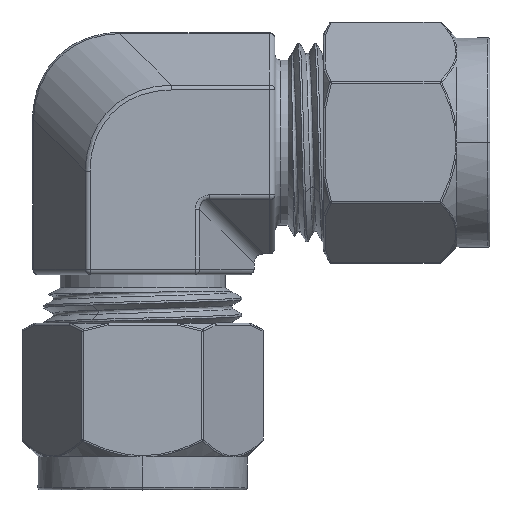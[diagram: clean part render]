
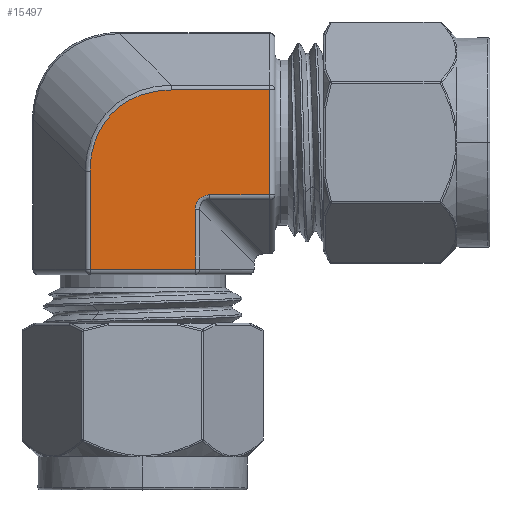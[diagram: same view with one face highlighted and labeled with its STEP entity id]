
A CAD part, top view. The second image highlights one B-rep face of the part: STEP entity #15497.
In plain terms, the highlighted planar face has unit normal (0, 0, 1).
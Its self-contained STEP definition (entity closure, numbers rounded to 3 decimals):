
#5549=DIRECTION('',(1.,0.,0.));
#5550=VECTOR('',#5549,5.438);
#5551=CARTESIAN_POINT('',(6.062,-4.763,8.75));
#5552=LINE('',#5551,#5550);
#5556=CARTESIAN_POINT('',(4.763,-6.062,8.75));
#5557=CARTESIAN_POINT('',(4.763,-6.023,8.75));
#5558=CARTESIAN_POINT('',(4.766,-5.947,8.75));
#5559=CARTESIAN_POINT('',(4.778,-5.84,8.75));
#5560=CARTESIAN_POINT('',(4.797,-5.736,8.75));
#5561=CARTESIAN_POINT('',(4.822,-5.638,8.75));
#5562=CARTESIAN_POINT('',(4.854,-5.545,8.75));
#5563=CARTESIAN_POINT('',(4.891,-5.458,8.75));
#5564=CARTESIAN_POINT('',(4.934,-5.377,8.75));
#5565=CARTESIAN_POINT('',(4.981,-5.3,8.75));
#5566=CARTESIAN_POINT('',(5.033,-5.229,8.75));
#5567=CARTESIAN_POINT('',(5.089,-5.162,8.75));
#5568=CARTESIAN_POINT('',(5.151,-5.1,8.75));
#5569=CARTESIAN_POINT('',(5.217,-5.043,8.75));
#5570=CARTESIAN_POINT('',(5.288,-4.989,8.75));
#5571=CARTESIAN_POINT('',(5.364,-4.941,8.75));
#5572=CARTESIAN_POINT('',(5.447,-4.897,8.75));
#5573=CARTESIAN_POINT('',(5.535,-4.858,8.75));
#5574=CARTESIAN_POINT('',(5.63,-4.825,8.75));
#5575=CARTESIAN_POINT('',(5.73,-4.798,8.75));
#5576=CARTESIAN_POINT('',(5.835,-4.778,8.75));
#5577=CARTESIAN_POINT('',(5.946,-4.766,8.75));
#5578=CARTESIAN_POINT('',(6.023,-4.763,8.75));
#5579=CARTESIAN_POINT('',(6.062,-4.763,8.75));
#5584=DIRECTION('',(0.,1.,0.));
#5585=VECTOR('',#5584,5.438);
#5586=CARTESIAN_POINT('',(4.763,-11.5,8.75));
#5587=LINE('',#5586,#5585);
#5591=DIRECTION('',(-1.,0.,0.));
#5592=VECTOR('',#5591,9.526);
#5593=CARTESIAN_POINT('',(4.763,-11.5,8.75));
#5594=LINE('',#5593,#5592);
#5598=DIRECTION('',(0.,-1.,0.));
#5599=VECTOR('',#5598,8.902);
#5600=CARTESIAN_POINT('',(-4.763,-2.598,8.75));
#5601=LINE('',#5600,#5599);
#5605=CARTESIAN_POINT('',(2.598,4.763,8.75));
#5606=CARTESIAN_POINT('',(2.455,4.763,8.75));
#5607=CARTESIAN_POINT('',(2.175,4.756,8.75));
#5608=CARTESIAN_POINT('',(1.774,4.728,8.75));
#5609=CARTESIAN_POINT('',(1.381,4.683,8.75));
#5610=CARTESIAN_POINT('',(1.,4.62,8.75));
#5611=CARTESIAN_POINT('',(0.63,4.541,8.75));
#5612=CARTESIAN_POINT('',(0.271,4.446,8.75));
#5613=CARTESIAN_POINT('',(-0.077,4.336,8.75));
#5614=CARTESIAN_POINT('',(-0.412,4.212,8.75));
#5615=CARTESIAN_POINT('',(-0.737,4.073,8.75));
#5616=CARTESIAN_POINT('',(-1.049,3.921,8.75));
#5617=CARTESIAN_POINT('',(-1.351,3.755,8.75));
#5618=CARTESIAN_POINT('',(-1.64,3.577,8.75));
#5619=CARTESIAN_POINT('',(-1.918,3.385,8.75));
#5620=CARTESIAN_POINT('',(-2.184,3.182,8.75));
#5621=CARTESIAN_POINT('',(-2.439,2.966,8.75));
#5622=CARTESIAN_POINT('',(-2.682,2.737,8.75));
#5623=CARTESIAN_POINT('',(-2.913,2.497,8.75));
#5624=CARTESIAN_POINT('',(-3.133,2.244,8.75));
#5625=CARTESIAN_POINT('',(-3.34,1.979,8.75));
#5626=CARTESIAN_POINT('',(-3.536,1.702,8.75));
#5627=CARTESIAN_POINT('',(-3.719,1.412,8.75));
#5628=CARTESIAN_POINT('',(-3.889,1.11,8.75));
#5629=CARTESIAN_POINT('',(-4.046,0.795,8.75));
#5630=CARTESIAN_POINT('',(-4.19,0.468,8.75));
#5631=CARTESIAN_POINT('',(-4.318,0.128,8.75));
#5632=CARTESIAN_POINT('',(-4.433,-0.224,8.75));
#5633=CARTESIAN_POINT('',(-4.531,-0.589,8.75));
#5634=CARTESIAN_POINT('',(-4.613,-0.965,8.75));
#5635=CARTESIAN_POINT('',(-4.679,-1.354,8.75));
#5636=CARTESIAN_POINT('',(-4.727,-1.756,8.75));
#5637=CARTESIAN_POINT('',(-4.756,-2.17,8.75));
#5638=CARTESIAN_POINT('',(-4.763,-2.454,8.75));
#5639=CARTESIAN_POINT('',(-4.763,-2.598,8.75));
#5644=DIRECTION('',(-1.,0.,0.));
#5645=VECTOR('',#5644,8.902);
#5646=CARTESIAN_POINT('',(11.5,4.763,8.75));
#5647=LINE('',#5646,#5645);
#5651=DIRECTION('',(0.,-1.,0.));
#5652=VECTOR('',#5651,9.526);
#5653=CARTESIAN_POINT('',(11.5,4.763,8.75));
#5654=LINE('',#5653,#5652);
#11056=CARTESIAN_POINT('',(6.062,-4.763,8.75));
#11057=CARTESIAN_POINT('',(11.5,-4.763,8.75));
#11058=VERTEX_POINT('',#11056);
#11059=VERTEX_POINT('',#11057);
#11060=VERTEX_POINT('',#5556);
#11062=CARTESIAN_POINT('',(4.763,-11.5,8.75));
#11063=VERTEX_POINT('',#11062);
#11084=CARTESIAN_POINT('',(-4.763,-11.5,8.75));
#11085=VERTEX_POINT('',#11084);
#11092=CARTESIAN_POINT('',(11.5,4.763,8.75));
#11093=VERTEX_POINT('',#11092);
#11120=CARTESIAN_POINT('',(-4.763,-2.598,8.75));
#11121=VERTEX_POINT('',#11120);
#11122=VERTEX_POINT('',#5605);
#15476=CARTESIAN_POINT('',(0.,5.052,8.75));
#15477=DIRECTION('',(0.,0.,1.));
#15478=DIRECTION('',(0.,-1.,0.));
#15479=AXIS2_PLACEMENT_3D('',#15476,#15477,#15478);
#15480=PLANE('',#15479);
#15482=ORIENTED_EDGE('',*,*,#15481,.F.);
#15483=ORIENTED_EDGE('',*,*,#15466,.F.);
#15485=ORIENTED_EDGE('',*,*,#15484,.F.);
#15486=ORIENTED_EDGE('',*,*,#14992,.T.);
#15488=ORIENTED_EDGE('',*,*,#15487,.F.);
#15490=ORIENTED_EDGE('',*,*,#15489,.F.);
#15492=ORIENTED_EDGE('',*,*,#15491,.F.);
#15494=ORIENTED_EDGE('',*,*,#15493,.T.);
#15495=EDGE_LOOP('',(#15482,#15483,#15485,#15486,#15488,#15490,#15492,#15494));
#15496=FACE_OUTER_BOUND('',#15495,.F.);
#5580=B_SPLINE_CURVE_WITH_KNOTS('',3,(#5556,#5557,#5558,#5559,#5560,#5561,#5562,
#5563,#5564,#5565,#5566,#5567,#5568,#5569,#5570,#5571,#5572,#5573,#5574,#5575,
#5576,#5577,#5578,#5579),.UNSPECIFIED.,.F.,.F.,(4,1,1,1,1,1,1,1,1,1,1,1,1,1,1,1,
1,1,1,1,1,4),(0.,0.048,0.095,0.143,
0.19,0.238,0.286,0.333,
0.381,0.429,0.476,0.524,
0.571,0.619,0.667,0.714,
0.762,0.81,0.857,0.905,
0.952,1.),.UNSPECIFIED.);
#5640=B_SPLINE_CURVE_WITH_KNOTS('',3,(#5605,#5606,#5607,#5608,#5609,#5610,#5611,
#5612,#5613,#5614,#5615,#5616,#5617,#5618,#5619,#5620,#5621,#5622,#5623,#5624,
#5625,#5626,#5627,#5628,#5629,#5630,#5631,#5632,#5633,#5634,#5635,#5636,#5637,
#5638,#5639),.UNSPECIFIED.,.F.,.F.,(4,1,1,1,1,1,1,1,1,1,1,1,1,1,1,1,1,1,1,1,1,1,
1,1,1,1,1,1,1,1,1,1,4),(0.,0.031,0.063,0.094,0.125,0.156,
0.188,0.219,0.25,0.281,0.313,0.344,0.375,0.406,
0.438,0.469,0.5,0.531,0.563,0.594,0.625,0.656,
0.688,0.719,0.75,0.781,0.813,0.844,0.875,0.906,
0.938,0.969,1.),.UNSPECIFIED.);
#14992=EDGE_CURVE('',#11063,#11085,#5594,.T.);
#15466=EDGE_CURVE('',#11060,#11058,#5580,.T.);
#15481=EDGE_CURVE('',#11058,#11059,#5552,.T.);
#15484=EDGE_CURVE('',#11063,#11060,#5587,.T.);
#15487=EDGE_CURVE('',#11121,#11085,#5601,.T.);
#15489=EDGE_CURVE('',#11122,#11121,#5640,.T.);
#15491=EDGE_CURVE('',#11093,#11122,#5647,.T.);
#15493=EDGE_CURVE('',#11093,#11059,#5654,.T.);
#15497=ADVANCED_FACE('',(#15496),#15480,.T.);
